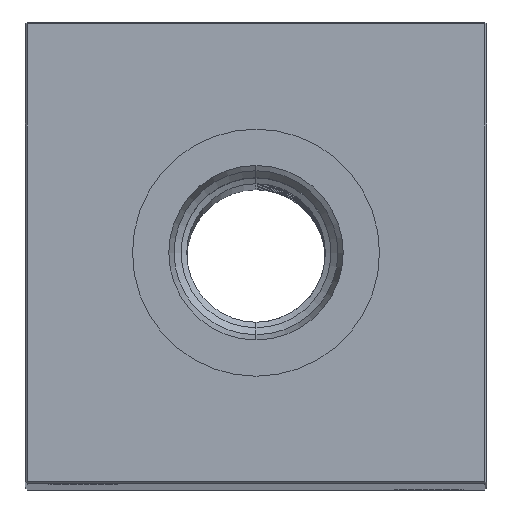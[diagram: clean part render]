
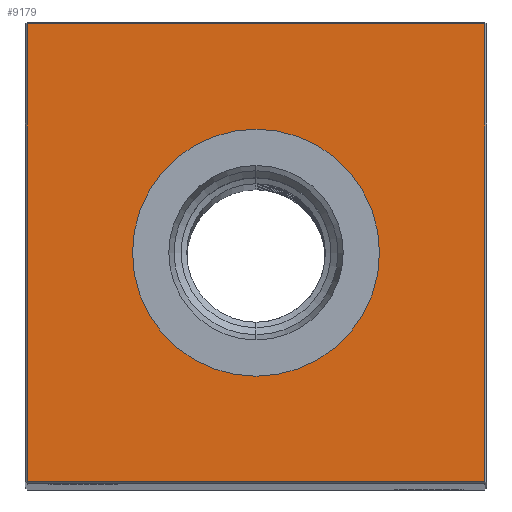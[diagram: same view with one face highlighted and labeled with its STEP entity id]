
A CAD part, top view. The second image highlights one B-rep face of the part: STEP entity #9179.
In plain terms, the highlighted planar face has unit normal (0, 0, 1).
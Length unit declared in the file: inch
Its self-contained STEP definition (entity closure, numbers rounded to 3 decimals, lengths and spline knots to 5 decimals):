
#109 = VERTEX_POINT ( 'NONE', #8816 ) ;
#363 = VECTOR ( 'NONE', #18712, 39.37008 ) ;
#383 = DIRECTION ( 'NONE',  ( 1., 0., 0. ) ) ;
#1277 = CARTESIAN_POINT ( 'NONE',  ( 1.24, 1.24, 20.5 ) ) ;
#1584 = ORIENTED_EDGE ( 'NONE', *, *, #20823, .T. ) ;
#1628 = VECTOR ( 'NONE', #383, 39.37008 ) ;
#2859 = VERTEX_POINT ( 'NONE', #15392 ) ;
#3366 = VECTOR ( 'NONE', #12034, 39.37008 ) ;
#3416 = CARTESIAN_POINT ( 'NONE',  ( 0., 0., 20.5 ) ) ;
#5210 = ORIENTED_EDGE ( 'NONE', *, *, #27142, .T. ) ;
#5937 = PLANE ( 'NONE',  #9658 ) ;
#6306 = ORIENTED_EDGE ( 'NONE', *, *, #7463, .T. ) ;
#6601 = CARTESIAN_POINT ( 'NONE',  ( 0., 0., 20.5 ) ) ;
#7000 = CARTESIAN_POINT ( 'NONE',  ( 1.24, -1.24, 20.5 ) ) ;
#7043 = VECTOR ( 'NONE', #23968, 39.37008 ) ;
#7453 = EDGE_LOOP ( 'NONE', ( #5210, #6306, #1584, #20437 ) ) ;
#7463 = EDGE_CURVE ( 'NONE', #2859, #22676, #17724, .T. ) ;
#7527 = CIRCLE ( 'NONE', #23186, 0.66929 ) ;
#7731 = VERTEX_POINT ( 'NONE', #20262 ) ;
#7754 = FACE_OUTER_BOUND ( 'NONE', #7453, .T. ) ;
#8816 = CARTESIAN_POINT ( 'NONE',  ( -1.24, 1.24, 20.5 ) ) ;
#8988 = CARTESIAN_POINT ( 'NONE',  ( 1.24, 0., 20.5 ) ) ;
#9179 = ADVANCED_FACE ( 'NONE', ( #7754, #27101 ), #5937, .F. ) ;
#9206 = AXIS2_PLACEMENT_3D ( 'NONE', #9781, #13974, #18458 ) ;
#9658 = AXIS2_PLACEMENT_3D ( 'NONE', #3416, #14467, #20518 ) ;
#9781 = CARTESIAN_POINT ( 'NONE',  ( 0., 0., 20.5 ) ) ;
#11008 = CARTESIAN_POINT ( 'NONE',  ( 0., -1.24, 20.5 ) ) ;
#12034 = DIRECTION ( 'NONE',  ( -1., 0., 0. ) ) ;
#12373 = ORIENTED_EDGE ( 'NONE', *, *, #24775, .T. ) ;
#12405 = CARTESIAN_POINT ( 'NONE',  ( -1.24, 0., 20.5 ) ) ;
#12990 = VERTEX_POINT ( 'NONE', #1277 ) ;
#13841 = CARTESIAN_POINT ( 'NONE',  ( 0., 0.66929, 20.5 ) ) ;
#13974 = DIRECTION ( 'NONE',  ( 0., 0., -1. ) ) ;
#14467 = DIRECTION ( 'NONE',  ( 0., 0., -1. ) ) ;
#15245 = EDGE_CURVE ( 'NONE', #12990, #109, #22819, .T. ) ;
#15392 = CARTESIAN_POINT ( 'NONE',  ( -1.24, -1.24, 20.5 ) ) ;
#15401 = ORIENTED_EDGE ( 'NONE', *, *, #17783, .T. ) ;
#16977 = DIRECTION ( 'NONE',  ( 0., 0., -1. ) ) ;
#17724 = LINE ( 'NONE', #11008, #1628 ) ;
#17766 = VERTEX_POINT ( 'NONE', #13841 ) ;
#17783 = EDGE_CURVE ( 'NONE', #17766, #7731, #23987, .T. ) ;
#18458 = DIRECTION ( 'NONE',  ( -1., 0., 0. ) ) ;
#18563 = LINE ( 'NONE', #12405, #363 ) ;
#18712 = DIRECTION ( 'NONE',  ( 0., -1., 0. ) ) ;
#20262 = CARTESIAN_POINT ( 'NONE',  ( 0., -0.66929, 20.5 ) ) ;
#20437 = ORIENTED_EDGE ( 'NONE', *, *, #15245, .T. ) ;
#20518 = DIRECTION ( 'NONE',  ( -1., 0., 0. ) ) ;
#20823 = EDGE_CURVE ( 'NONE', #22676, #12990, #22015, .T. ) ;
#22015 = LINE ( 'NONE', #8988, #7043 ) ;
#22676 = VERTEX_POINT ( 'NONE', #7000 ) ;
#22819 = LINE ( 'NONE', #27168, #3366 ) ;
#23186 = AXIS2_PLACEMENT_3D ( 'NONE', #6601, #16977, #25656 ) ;
#23968 = DIRECTION ( 'NONE',  ( 0., 1., 0. ) ) ;
#23987 = CIRCLE ( 'NONE', #9206, 0.66929 ) ;
#24775 = EDGE_CURVE ( 'NONE', #7731, #17766, #7527, .T. ) ;
#24998 = EDGE_LOOP ( 'NONE', ( #15401, #12373 ) ) ;
#25656 = DIRECTION ( 'NONE',  ( -1., 0., 0. ) ) ;
#27101 = FACE_BOUND ( 'NONE', #24998, .T. ) ;
#27142 = EDGE_CURVE ( 'NONE', #109, #2859, #18563, .T. ) ;
#27168 = CARTESIAN_POINT ( 'NONE',  ( 0., 1.24, 20.5 ) ) ;
